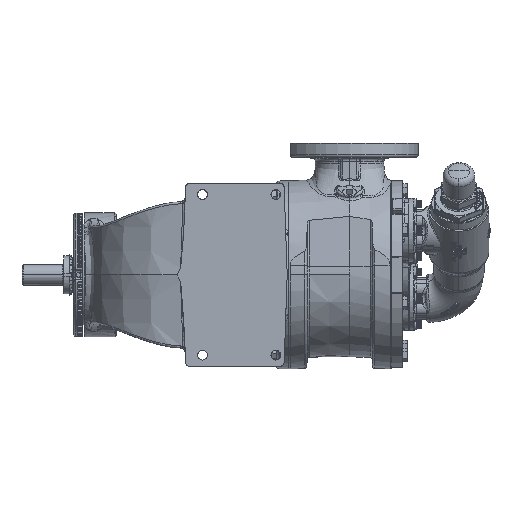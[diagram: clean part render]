
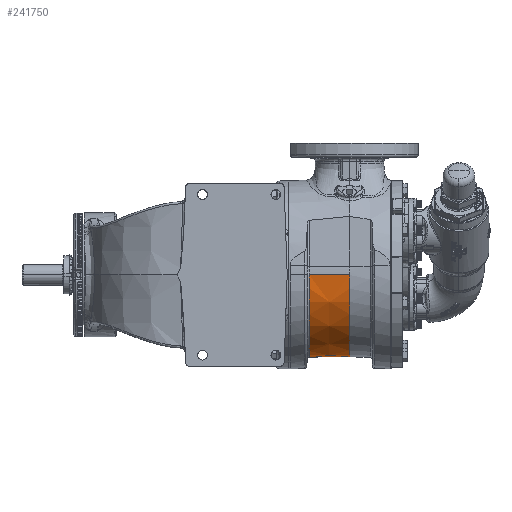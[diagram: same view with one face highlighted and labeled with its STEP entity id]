
A CAD part, front view. The second image highlights one B-rep face of the part: STEP entity #241750.
In plain terms, the highlighted conical face has half-angle 1 degrees and reference radius 113.665 mm.
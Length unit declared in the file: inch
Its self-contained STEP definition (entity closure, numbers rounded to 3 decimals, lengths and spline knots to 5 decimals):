
#409 = DIRECTION ( 'NONE',  ( 0., -1., 0. ) ) ;
#4486 = CARTESIAN_POINT ( 'NONE',  ( 3.345, -4.475, 0. ) ) ;
#8773 = VERTEX_POINT ( 'NONE', #113675 ) ;
#13278 = CIRCLE ( 'NONE', #120885, 4.475 ) ;
#22528 = ORIENTED_EDGE ( 'NONE', *, *, #228025, .F. ) ;
#49896 = FACE_OUTER_BOUND ( 'NONE', #158949, .T. ) ;
#58633 = EDGE_CURVE ( 'NONE', #154287, #206413, #127969, .T. ) ;
#60513 = AXIS2_PLACEMENT_3D ( 'NONE', #277753, #234510, #128908 ) ;
#71121 = VECTOR ( 'NONE', #199864, 39.37008 ) ;
#77271 = AXIS2_PLACEMENT_3D ( 'NONE', #215393, #87407, #236891 ) ;
#85052 = CARTESIAN_POINT ( 'NONE',  ( 1.03166, 0.47199, -4.49064 ) ) ;
#87407 = DIRECTION ( 'NONE',  ( -1., 0., 0. ) ) ;
#112120 = CIRCLE ( 'NONE', #77271, 4.51339 ) ;
#113675 = CARTESIAN_POINT ( 'NONE',  ( 3.345, -4.475, 0. ) ) ;
#113791 = ORIENTED_EDGE ( 'NONE', *, *, #199583, .T. ) ;
#120885 = AXIS2_PLACEMENT_3D ( 'NONE', #256759, #128581, #409 ) ;
#123938 = ORIENTED_EDGE ( 'NONE', *, *, #58633, .F. ) ;
#127969 = LINE ( 'NONE', #85052, #71121 ) ;
#128581 = DIRECTION ( 'NONE',  ( -1., 0., 0. ) ) ;
#128908 = DIRECTION ( 'NONE',  ( 0., -1., 0. ) ) ;
#132650 = DIRECTION ( 'NONE',  ( -1., -0.017, 0. ) ) ;
#153590 = CARTESIAN_POINT ( 'NONE',  ( 1.14552, 0.47178, -4.48867 ) ) ;
#154287 = VERTEX_POINT ( 'NONE', #244810 ) ;
#158949 = EDGE_LOOP ( 'NONE', ( #174568, #113791, #22528, #123938 ) ) ;
#171533 = EDGE_CURVE ( 'NONE', #154287, #8773, #13278, .T. ) ;
#174568 = ORIENTED_EDGE ( 'NONE', *, *, #171533, .T. ) ;
#185621 = LINE ( 'NONE', #4486, #242540 ) ;
#199583 = EDGE_CURVE ( 'NONE', #8773, #264830, #185621, .T. ) ;
#199864 = DIRECTION ( 'NONE',  ( -1., 0.002, -0.017 ) ) ;
#206413 = VERTEX_POINT ( 'NONE', #153590 ) ;
#215393 = CARTESIAN_POINT ( 'NONE',  ( 1.14552, 0., 0. ) ) ;
#228025 = EDGE_CURVE ( 'NONE', #206413, #264830, #112120, .T. ) ;
#234510 = DIRECTION ( 'NONE',  ( -1., 0., 0. ) ) ;
#236891 = DIRECTION ( 'NONE',  ( 0., 1., 0. ) ) ;
#237064 = CONICAL_SURFACE ( 'NONE', #60513, 4.475, 0.017 ) ;
#240600 = CARTESIAN_POINT ( 'NONE',  ( 1.14552, -4.51339, 0. ) ) ;
#241750 = ADVANCED_FACE ( 'NONE', ( #49896 ), #237064, .T. ) ;
#242540 = VECTOR ( 'NONE', #132650, 39.37008 ) ;
#244810 = CARTESIAN_POINT ( 'NONE',  ( 3.345, 0.46776, -4.45049 ) ) ;
#256759 = CARTESIAN_POINT ( 'NONE',  ( 3.345, 0., 0. ) ) ;
#264830 = VERTEX_POINT ( 'NONE', #240600 ) ;
#277753 = CARTESIAN_POINT ( 'NONE',  ( 3.345, 0., 0. ) ) ;
